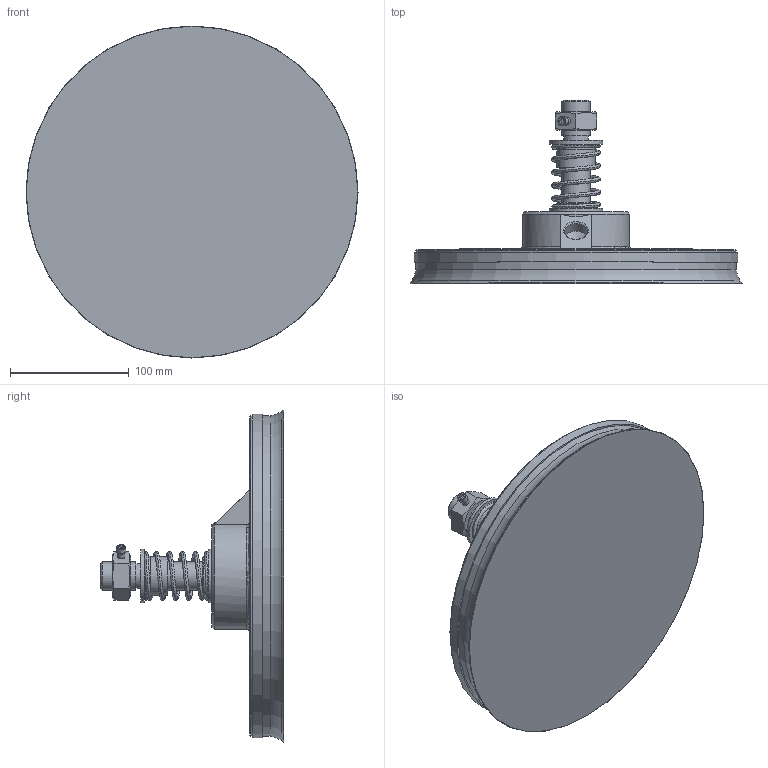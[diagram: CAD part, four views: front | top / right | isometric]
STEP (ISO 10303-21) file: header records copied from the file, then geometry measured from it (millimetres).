
FILE_DESCRIPTION(/* description */ (''),/* implementation_level */ '2;1');
FILE_NAME(/* name */ 'vpdm30270sh30sb.stp',/* time_stamp */ '2025-11-20T12:10:10+01:00',/* author */ ('enginyeria4'),/* organization */ (''),/* preprocessor_version */ 'ST-DEVELOPER v20',/* originating_system */ 'Autodesk Inventor 2024',/* authorisation */ '');
FILE_SCHEMA (('AUTOMOTIVE_DESIGN { 1 0 10303 214 3 1 1 }'));
Length unit declared in the file: millimetre
Products named in the file (1): Pieza29
Bounding box: 279.48 x 154.51 x 279.48 mm (x, y, z)
Volume: 1957992.8 mm3; surface area: 204819 mm2
Topology: 1 solids, 4 shells, 100 faces, 205 edges, 133 vertices
Faces by surface type: plane 47, cylinder 26, cone 21, torus 4, bspline 2
Full cylindrical faces by diameter (mm): 6 x1, 7.6 x1, 19 x1, 21 x2, 21.6 x2, 24 x3, 25 x2, 32 x1, 33 x2, 45 x2, 90 x1, 227 x1, 227.008 x1, 245 x2, 268.8 x1, 270 x2, 272.8 x1
Entity records: 4835 total; most frequent: CARTESIAN_POINT 2508, DIRECTION 474, ORIENTED_EDGE 408, EDGE_CURVE 204, AXIS2_PLACEMENT_3D 197, VERTEX_POINT 133, EDGE_LOOP 131, FACE_OUTER_BOUND 100
